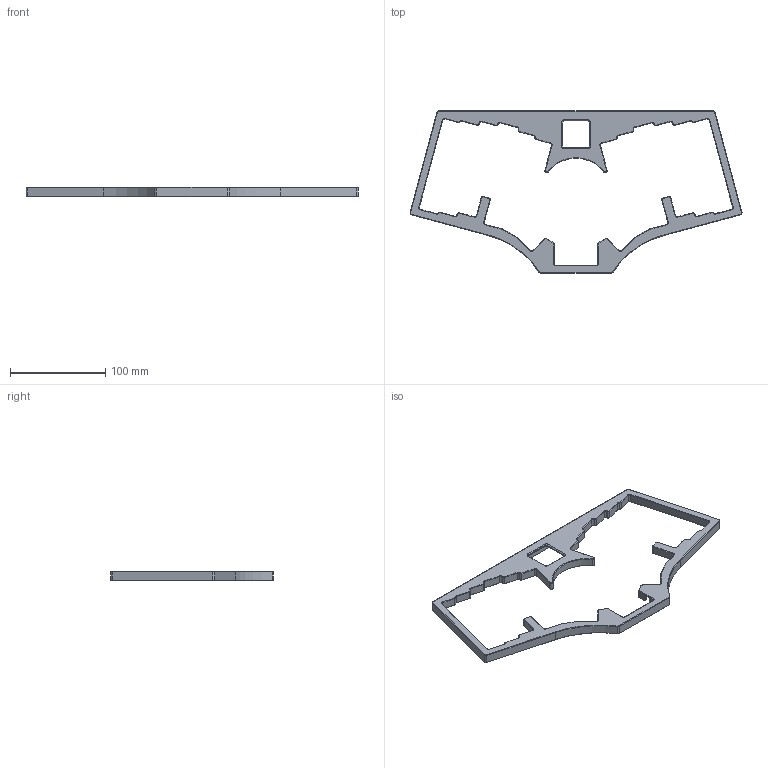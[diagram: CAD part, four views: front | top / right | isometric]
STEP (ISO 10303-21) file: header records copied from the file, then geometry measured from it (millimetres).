
FILE_DESCRIPTION(/* description */ (''),/* implementation_level */ '2;1');
FILE_NAME(/* name */ 'Case Top.step',/* time_stamp */ '2023-07-31T19:05:09+01:00',/* author */ (''),/* organization */ (''),/* preprocessor_version */ 'ST-DEVELOPER v20',/* originating_system */ 'Autodesk Translation Framework v12.9.0.99',/* authorisation */ '');
FILE_SCHEMA (('AUTOMOTIVE_DESIGN { 1 0 10303 214 3 1 1 }'));
Products named in the file (1): Case Top
Bounding box: 348.46 x 170.04 x 10 mm (x, y, z)
Volume: 102783 mm3; surface area: 50232.8 mm2
Topology: 1 solids, 1 shells, 1097 faces, 2828 edges, 1734 vertices
Faces by surface type: cylinder 470, plane 350, cone 245, bspline 32
Full cylindrical faces by diameter (mm): 2.529 x70, 3.086 x28
Entity records: 52053 total; most frequent: CARTESIAN_POINT 26624, ORIENTED_EDGE 5612, DIRECTION 4852, EDGE_CURVE 2806, VERTEX_POINT 1734, AXIS2_PLACEMENT_3D 1696, LINE 1460, VECTOR 1460
